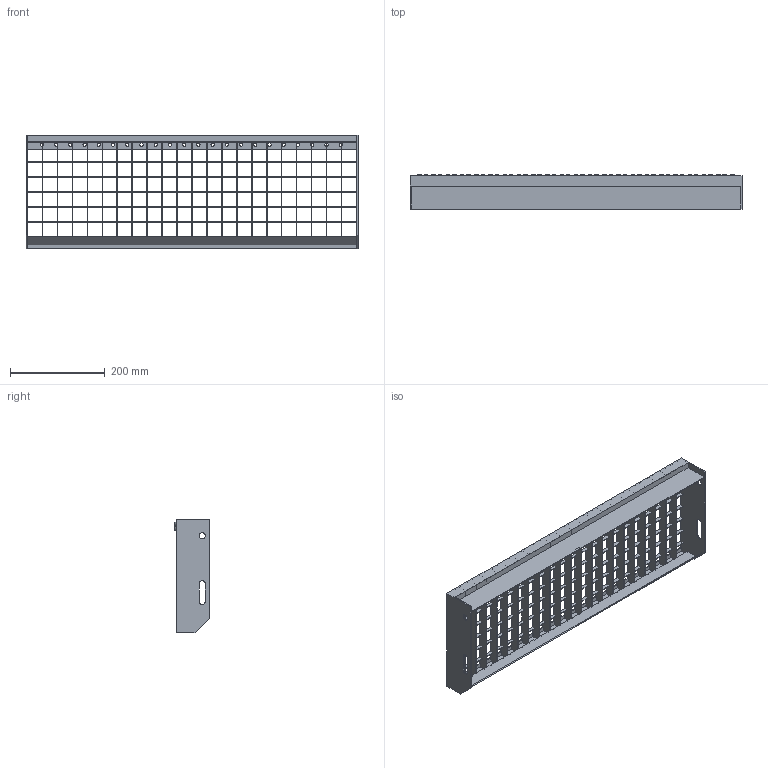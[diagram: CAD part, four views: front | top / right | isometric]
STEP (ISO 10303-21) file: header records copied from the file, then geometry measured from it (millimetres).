
FILE_DESCRIPTION (( 'STEP AP203' ), '1' );
FILE_NAME ('40.702430.7.step', '2015-10-04T07:13:25', ( '' ), ( '' ), 'SwSTEP 2.0', 'SolidWorks 2015', '' );
FILE_SCHEMA (( 'CONFIG_CONTROL_DESIGN' ));
Length unit declared in the file: millimetre
Products named in the file (1): 40.702430.7
Bounding box: 700 x 72.67 x 240 mm (x, y, z)
Volume: 564386.4 mm3; surface area: 636842 mm2
Topology: 19 solids, 19 shells, 712 faces, 1829 edges, 1202 vertices
Faces by surface type: plane 442, cylinder 100, cone 90, bspline 80
Entity records: 26498 total; most frequent: CARTESIAN_POINT 9040, ORIENTED_EDGE 3658, DIRECTION 3331, EDGE_CURVE 1829, VECTOR 1273, LINE 1273, VERTEX_POINT 1202, AXIS2_PLACEMENT_3D 1029
